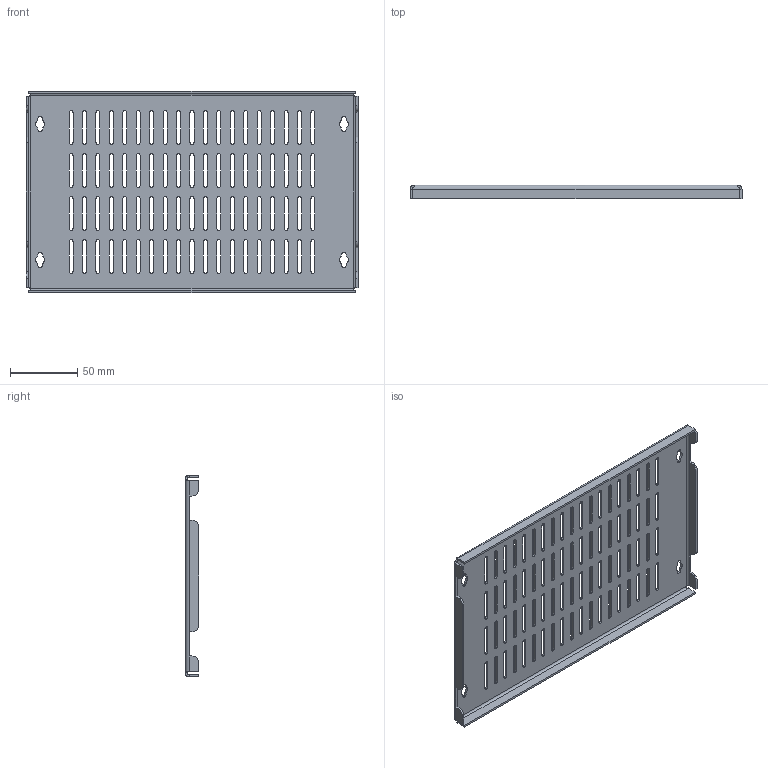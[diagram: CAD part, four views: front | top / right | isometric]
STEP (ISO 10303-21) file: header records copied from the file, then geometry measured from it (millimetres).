
FILE_DESCRIPTION (( 'STEP AP214' ), '1' );
FILE_NAME ('943.415.ﾑ.STEP', '2024-10-04T04:16:06', ( '' ), ( '' ), 'SwSTEP 2.0', 'SolidWorks 2021', '' );
FILE_SCHEMA (( 'AUTOMOTIVE_DESIGN' ));
Length unit declared in the file: millimetre
Products named in the file (1): 943.415.ﾑ
Bounding box: 247 x 10 x 150 mm (x, y, z)
Volume: 54777.3 mm3; surface area: 80644.6 mm2
Topology: 1 solids, 1 shells, 498 faces, 1440 edges, 944 vertices
Faces by surface type: cylinder 268, plane 222, bspline 8
Entity records: 17186 total; most frequent: CARTESIAN_POINT 3307, DIRECTION 2926, ORIENTED_EDGE 2880, EDGE_CURVE 1440, AXIS2_PLACEMENT_3D 1027, VERTEX_POINT 944, LINE 872, VECTOR 872
